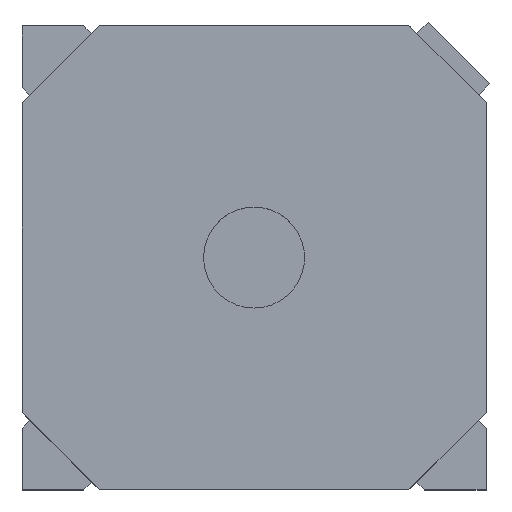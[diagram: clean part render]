
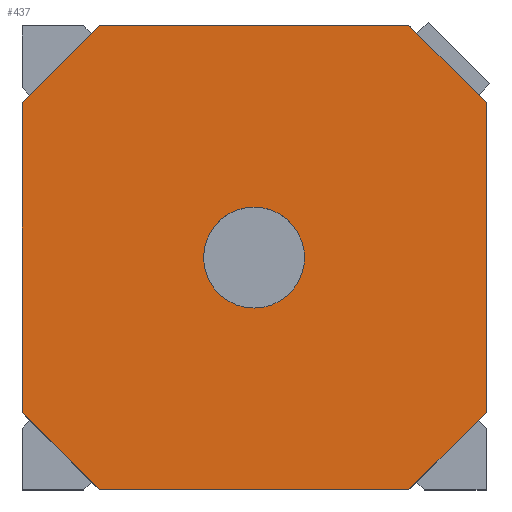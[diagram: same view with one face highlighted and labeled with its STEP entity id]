
A CAD part, top view. The second image highlights one B-rep face of the part: STEP entity #437.
In plain terms, the highlighted planar face has unit normal (0, 0, 1).
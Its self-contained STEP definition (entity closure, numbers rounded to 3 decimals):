
#223 = VERTEX_POINT('',#224);
#224 = CARTESIAN_POINT('',(4.25,2.836,4.));
#230 = EDGE_CURVE('',#223,#231,#233,.T.);
#231 = VERTEX_POINT('',#232);
#232 = CARTESIAN_POINT('',(4.25,-2.836,4.));
#233 = LINE('',#234,#235);
#234 = CARTESIAN_POINT('',(4.25,2.836,4.));
#235 = VECTOR('',#236,1.);
#236 = DIRECTION('',(0.,-1.,0.));
#254 = EDGE_CURVE('',#231,#255,#257,.T.);
#255 = VERTEX_POINT('',#256);
#256 = CARTESIAN_POINT('',(2.836,-4.25,4.));
#257 = LINE('',#258,#259);
#258 = CARTESIAN_POINT('',(4.25,-2.836,4.));
#259 = VECTOR('',#260,1.);
#260 = DIRECTION('',(-0.707,-0.707,0.));
#285 = EDGE_CURVE('',#255,#286,#288,.T.);
#286 = VERTEX_POINT('',#287);
#287 = CARTESIAN_POINT('',(-2.836,-4.25,4.));
#288 = LINE('',#289,#290);
#289 = CARTESIAN_POINT('',(2.836,-4.25,4.));
#290 = VECTOR('',#291,1.);
#291 = DIRECTION('',(-1.,0.,0.));
#309 = EDGE_CURVE('',#286,#310,#312,.T.);
#310 = VERTEX_POINT('',#311);
#311 = CARTESIAN_POINT('',(-4.25,-2.836,4.));
#312 = LINE('',#313,#314);
#313 = CARTESIAN_POINT('',(-2.836,-4.25,4.));
#314 = VECTOR('',#315,1.);
#315 = DIRECTION('',(-0.707,0.707,0.));
#340 = EDGE_CURVE('',#310,#341,#343,.T.);
#341 = VERTEX_POINT('',#342);
#342 = CARTESIAN_POINT('',(-4.25,2.836,4.));
#343 = LINE('',#344,#345);
#344 = CARTESIAN_POINT('',(-4.25,-2.836,4.));
#345 = VECTOR('',#346,1.);
#346 = DIRECTION('',(0.,1.,0.));
#364 = EDGE_CURVE('',#341,#365,#367,.T.);
#365 = VERTEX_POINT('',#366);
#366 = CARTESIAN_POINT('',(-2.836,4.25,4.));
#367 = LINE('',#368,#369);
#368 = CARTESIAN_POINT('',(-4.25,2.836,4.));
#369 = VECTOR('',#370,1.);
#370 = DIRECTION('',(0.707,0.707,0.));
#395 = EDGE_CURVE('',#365,#396,#398,.T.);
#396 = VERTEX_POINT('',#397);
#397 = CARTESIAN_POINT('',(2.836,4.25,4.));
#398 = LINE('',#399,#400);
#399 = CARTESIAN_POINT('',(-2.836,4.25,4.));
#400 = VECTOR('',#401,1.);
#401 = DIRECTION('',(1.,0.,0.));
#419 = EDGE_CURVE('',#396,#223,#420,.T.);
#420 = LINE('',#421,#422);
#421 = CARTESIAN_POINT('',(2.836,4.25,4.));
#422 = VECTOR('',#423,1.);
#423 = DIRECTION('',(0.707,-0.707,0.));
#437 = ADVANCED_FACE('',(#438,#449),#459,.F.);
#438 = FACE_BOUND('',#439,.T.);
#439 = EDGE_LOOP('',(#440));
#440 = ORIENTED_EDGE('',*,*,#441,.F.);
#441 = EDGE_CURVE('',#442,#442,#444,.T.);
#442 = VERTEX_POINT('',#443);
#443 = CARTESIAN_POINT('',(0.925,0.,4.));
#444 = CIRCLE('',#445,0.925);
#445 = AXIS2_PLACEMENT_3D('',#446,#447,#448);
#446 = CARTESIAN_POINT('',(0.,0.,4.));
#447 = DIRECTION('',(0.,0.,1.));
#448 = DIRECTION('',(1.,0.,0.));
#449 = FACE_BOUND('',#450,.T.);
#450 = EDGE_LOOP('',(#451,#452,#453,#454,#455,#456,#457,#458));
#451 = ORIENTED_EDGE('',*,*,#230,.F.);
#452 = ORIENTED_EDGE('',*,*,#419,.F.);
#453 = ORIENTED_EDGE('',*,*,#395,.F.);
#454 = ORIENTED_EDGE('',*,*,#364,.F.);
#455 = ORIENTED_EDGE('',*,*,#340,.F.);
#456 = ORIENTED_EDGE('',*,*,#309,.F.);
#457 = ORIENTED_EDGE('',*,*,#285,.F.);
#458 = ORIENTED_EDGE('',*,*,#254,.F.);
#459 = PLANE('',#460);
#460 = AXIS2_PLACEMENT_3D('',#461,#462,#463);
#461 = CARTESIAN_POINT('',(4.25,-4.25,4.));
#462 = DIRECTION('',(0.,0.,-1.));
#463 = DIRECTION('',(-1.,0.,0.));
